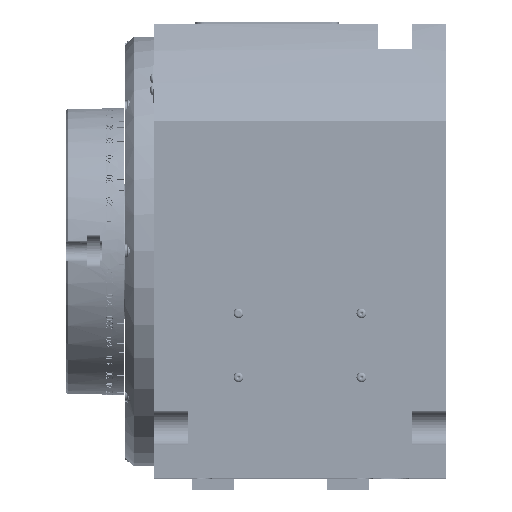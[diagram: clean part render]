
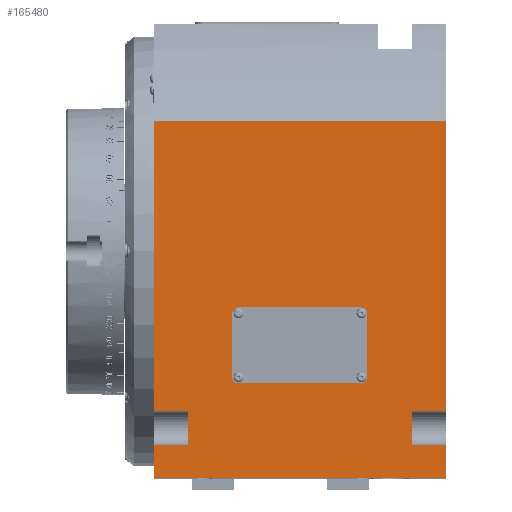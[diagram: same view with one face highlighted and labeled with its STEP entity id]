
A CAD part, top view. The second image highlights one B-rep face of the part: STEP entity #165480.
In plain terms, the highlighted planar face has unit normal (0, 0, 1).
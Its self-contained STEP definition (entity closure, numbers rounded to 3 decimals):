
#9550=FACE_BOUND('',#23645,.T.);
#9551=FACE_BOUND('',#23646,.T.);
#9552=FACE_BOUND('',#23647,.T.);
#9553=FACE_BOUND('',#23648,.T.);
#11492=PLANE('',#173219);
#16578=FACE_OUTER_BOUND('',#23644,.T.);
#23644=EDGE_LOOP('',(#116837,#116838,#116839,#116840,#116841,#116842,#116843,
#116844,#116845,#116846,#116847,#116848));
#23645=EDGE_LOOP('',(#116849));
#23646=EDGE_LOOP('',(#116850));
#23647=EDGE_LOOP('',(#116851));
#23648=EDGE_LOOP('',(#116852));
#31463=LINE('',#222787,#46415);
#31466=LINE('',#222796,#46418);
#31469=LINE('',#222802,#46421);
#31471=LINE('',#222805,#46423);
#31477=LINE('',#222823,#46429);
#31481=LINE('',#222832,#46433);
#31529=LINE('',#223024,#46481);
#31537=LINE('',#223047,#46489);
#31538=LINE('',#223048,#46490);
#31550=LINE('',#223073,#46502);
#31551=LINE('',#223074,#46503);
#31552=LINE('',#223075,#46504);
#46415=VECTOR('',#184763,10.);
#46418=VECTOR('',#184770,10.);
#46421=VECTOR('',#184775,10.);
#46423=VECTOR('',#184779,10.);
#46429=VECTOR('',#184793,10.);
#46433=VECTOR('',#184803,10.);
#46481=VECTOR('',#184967,10.);
#46489=VECTOR('',#184989,10.);
#46490=VECTOR('',#184990,10.);
#46502=VECTOR('',#185022,10.);
#46503=VECTOR('',#185023,10.);
#46504=VECTOR('',#185024,10.);
#61434=CIRCLE('',#173220,1.23);
#61435=CIRCLE('',#173221,1.23);
#61436=CIRCLE('',#173222,1.23);
#61437=CIRCLE('',#173223,1.23);
#66462=VERTEX_POINT('',#222784);
#66463=VERTEX_POINT('',#222786);
#66466=VERTEX_POINT('',#222793);
#66467=VERTEX_POINT('',#222795);
#66468=VERTEX_POINT('',#222799);
#66469=VERTEX_POINT('',#222801);
#66477=VERTEX_POINT('',#222822);
#66479=VERTEX_POINT('',#222830);
#66555=VERTEX_POINT('',#223021);
#66556=VERTEX_POINT('',#223023);
#66564=VERTEX_POINT('',#223045);
#66567=VERTEX_POINT('',#223072);
#66568=VERTEX_POINT('',#223076);
#66569=VERTEX_POINT('',#223078);
#66570=VERTEX_POINT('',#223080);
#66571=VERTEX_POINT('',#223082);
#87799=EDGE_CURVE('',#66463,#66462,#31463,.T.);
#87803=EDGE_CURVE('',#66467,#66466,#31466,.T.);
#87806=EDGE_CURVE('',#66469,#66468,#31469,.T.);
#87808=EDGE_CURVE('',#66462,#66469,#31471,.T.);
#87816=EDGE_CURVE('',#66477,#66467,#31477,.T.);
#87821=EDGE_CURVE('',#66466,#66479,#31481,.T.);
#87914=EDGE_CURVE('',#66556,#66555,#31529,.T.);
#87927=EDGE_CURVE('',#66564,#66468,#31537,.T.);
#87928=EDGE_CURVE('',#66463,#66555,#31538,.T.);
#87942=EDGE_CURVE('',#66564,#66567,#31550,.T.);
#87943=EDGE_CURVE('',#66477,#66567,#31551,.T.);
#87944=EDGE_CURVE('',#66556,#66479,#31552,.T.);
#87945=EDGE_CURVE('',#66568,#66568,#61434,.T.);
#87946=EDGE_CURVE('',#66569,#66569,#61435,.T.);
#87947=EDGE_CURVE('',#66570,#66570,#61436,.T.);
#87948=EDGE_CURVE('',#66571,#66571,#61437,.T.);
#116837=ORIENTED_EDGE('',*,*,#87806,.T.);
#116838=ORIENTED_EDGE('',*,*,#87927,.F.);
#116839=ORIENTED_EDGE('',*,*,#87942,.T.);
#116840=ORIENTED_EDGE('',*,*,#87943,.F.);
#116841=ORIENTED_EDGE('',*,*,#87816,.T.);
#116842=ORIENTED_EDGE('',*,*,#87803,.T.);
#116843=ORIENTED_EDGE('',*,*,#87821,.T.);
#116844=ORIENTED_EDGE('',*,*,#87944,.F.);
#116845=ORIENTED_EDGE('',*,*,#87914,.T.);
#116846=ORIENTED_EDGE('',*,*,#87928,.F.);
#116847=ORIENTED_EDGE('',*,*,#87799,.T.);
#116848=ORIENTED_EDGE('',*,*,#87808,.T.);
#116849=ORIENTED_EDGE('',*,*,#87945,.T.);
#116850=ORIENTED_EDGE('',*,*,#87946,.T.);
#116851=ORIENTED_EDGE('',*,*,#87947,.T.);
#116852=ORIENTED_EDGE('',*,*,#87948,.T.);
#165480=ADVANCED_FACE('',(#16578,#9550,#9551,#9552,#9553),#11492,.T.);
#173219=AXIS2_PLACEMENT_3D('',#223071,#185020,#185021);
#173220=AXIS2_PLACEMENT_3D('',#223077,#185025,#185026);
#173221=AXIS2_PLACEMENT_3D('',#223079,#185027,#185028);
#173222=AXIS2_PLACEMENT_3D('',#223081,#185029,#185030);
#173223=AXIS2_PLACEMENT_3D('',#223083,#185031,#185032);
#184763=DIRECTION('',(1.,0.,0.));
#184770=DIRECTION('',(0.,1.,0.));
#184775=DIRECTION('',(-1.,0.,0.));
#184779=DIRECTION('',(0.,-1.,0.));
#184793=DIRECTION('',(-1.,0.,0.));
#184803=DIRECTION('',(1.,0.,0.));
#184967=DIRECTION('',(-1.,0.,0.));
#184989=DIRECTION('',(0.,1.,0.));
#184990=DIRECTION('',(0.,1.,0.));
#185020=DIRECTION('center_axis',(0.,0.,1.));
#185021=DIRECTION('ref_axis',(0.,-1.,0.));
#185022=DIRECTION('',(1.,0.,0.));
#185023=DIRECTION('',(0.,-1.,0.));
#185024=DIRECTION('',(0.,-1.,0.));
#185025=DIRECTION('center_axis',(0.,0.,-1.));
#185026=DIRECTION('ref_axis',(1.,0.,0.));
#185027=DIRECTION('center_axis',(0.,0.,-1.));
#185028=DIRECTION('ref_axis',(1.,0.,0.));
#185029=DIRECTION('center_axis',(0.,0.,-1.));
#185030=DIRECTION('ref_axis',(1.,0.,0.));
#185031=DIRECTION('center_axis',(0.,0.,-1.));
#185032=DIRECTION('ref_axis',(1.,0.,0.));
#222784=CARTESIAN_POINT('',(10.,-95.,140.));
#222786=CARTESIAN_POINT('',(-10.,-95.,140.));
#222787=CARTESIAN_POINT('',(-5.,-95.,140.));
#222793=CARTESIAN_POINT('',(143.,-95.,140.));
#222795=CARTESIAN_POINT('',(143.,-115.,140.));
#222796=CARTESIAN_POINT('',(143.,15.,140.));
#222799=CARTESIAN_POINT('',(-10.,-115.,140.));
#222801=CARTESIAN_POINT('',(10.,-115.,140.));
#222802=CARTESIAN_POINT('',(-5.,-115.,140.));
#222805=CARTESIAN_POINT('',(10.,15.,140.));
#222822=CARTESIAN_POINT('',(163.,-115.,140.));
#222823=CARTESIAN_POINT('',(81.5,-115.,140.));
#222830=CARTESIAN_POINT('',(163.,-95.,140.));
#222832=CARTESIAN_POINT('',(81.5,-95.,140.));
#223021=CARTESIAN_POINT('',(-10.,77.46,140.));
#223023=CARTESIAN_POINT('',(163.,77.46,140.));
#223024=CARTESIAN_POINT('',(0.,77.46,140.));
#223045=CARTESIAN_POINT('',(-10.,-135.,140.));
#223047=CARTESIAN_POINT('',(-10.,-135.,140.));
#223048=CARTESIAN_POINT('',(-10.,-135.,140.));
#223071=CARTESIAN_POINT('Origin',(0.,135.,140.));
#223072=CARTESIAN_POINT('',(163.,-135.,140.));
#223073=CARTESIAN_POINT('',(0.,-135.,140.));
#223074=CARTESIAN_POINT('',(163.,171.25,140.));
#223075=CARTESIAN_POINT('',(163.,171.25,140.));
#223076=CARTESIAN_POINT('',(114.23,-37.,140.));
#223077=CARTESIAN_POINT('Origin',(113.,-37.,140.));
#223078=CARTESIAN_POINT('',(41.229,-75.,140.));
#223079=CARTESIAN_POINT('Origin',(40.,-75.,140.));
#223080=CARTESIAN_POINT('',(41.229,-37.,140.));
#223081=CARTESIAN_POINT('Origin',(40.,-37.,140.));
#223082=CARTESIAN_POINT('',(114.23,-75.,140.));
#223083=CARTESIAN_POINT('Origin',(113.,-75.,140.));
